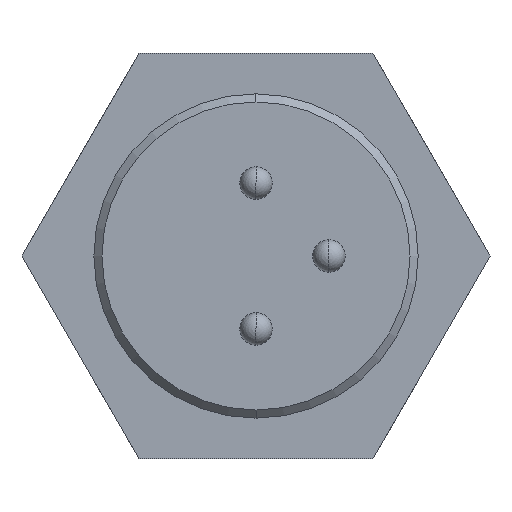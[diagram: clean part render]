
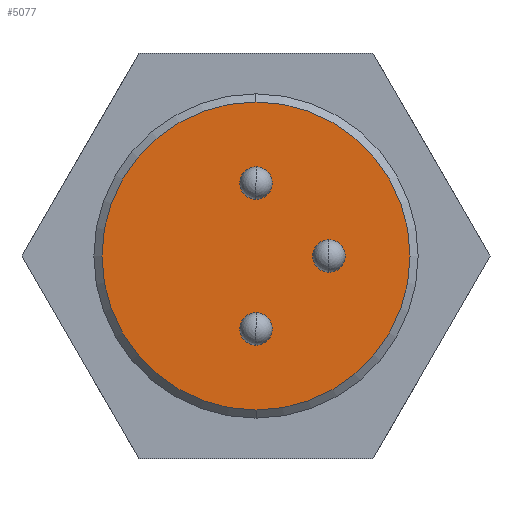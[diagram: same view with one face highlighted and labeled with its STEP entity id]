
A CAD part, left-side view. The second image highlights one B-rep face of the part: STEP entity #5077.
In plain terms, the highlighted planar face has unit normal (-1, 0, 0).
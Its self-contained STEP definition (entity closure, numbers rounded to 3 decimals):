
#3207=CARTESIAN_POINT('',(0.,0.,0.));
#3208=DIRECTION('',(1.,0.,0.));
#3209=DIRECTION('',(0.,0.,-1.));
#3210=AXIS2_PLACEMENT_3D('',#3207,#3208,#3209);
#3212=CARTESIAN_POINT('',(0.,0.,0.));
#3213=DIRECTION('',(1.,0.,0.));
#3214=DIRECTION('',(0.,1.,0.));
#3215=AXIS2_PLACEMENT_3D('',#3212,#3213,#3214);
#3217=CARTESIAN_POINT('',(0.,0.,0.));
#3218=DIRECTION('',(1.,0.,0.));
#3219=DIRECTION('',(0.,0.,1.));
#3220=AXIS2_PLACEMENT_3D('',#3217,#3218,#3219);
#4923=CARTESIAN_POINT('',(0.,0.,-3.8));
#4924=CARTESIAN_POINT('',(0.,3.8,0.));
#4925=VERTEX_POINT('',#4923);
#4926=VERTEX_POINT('',#4924);
#4927=CARTESIAN_POINT('',(0.,0.,3.8));
#4928=VERTEX_POINT('',#4927);
#5064=CARTESIAN_POINT('',(0.,-0.002,0.));
#5065=DIRECTION('',(1.,0.,0.));
#5066=DIRECTION('',(0.,-1.,0.));
#5067=AXIS2_PLACEMENT_3D('',#5064,#5065,#5066);
#5068=PLANE('',#5067);
#5070=ORIENTED_EDGE('',*,*,#5069,.T.);
#5072=ORIENTED_EDGE('',*,*,#5071,.T.);
#5074=ORIENTED_EDGE('',*,*,#5073,.T.);
#5075=EDGE_LOOP('',(#5070,#5072,#5074));
#5076=FACE_OUTER_BOUND('',#5075,.F.);
#5077=ADVANCED_FACE('',(#5076),#5068,.F.);
#3211=CIRCLE('',#3210,3.8);
#3216=CIRCLE('',#3215,3.8);
#3221=CIRCLE('',#3220,3.8);
#5069=EDGE_CURVE('',#4925,#4926,#3211,.T.);
#5071=EDGE_CURVE('',#4926,#4928,#3216,.T.);
#5073=EDGE_CURVE('',#4928,#4925,#3221,.T.);
